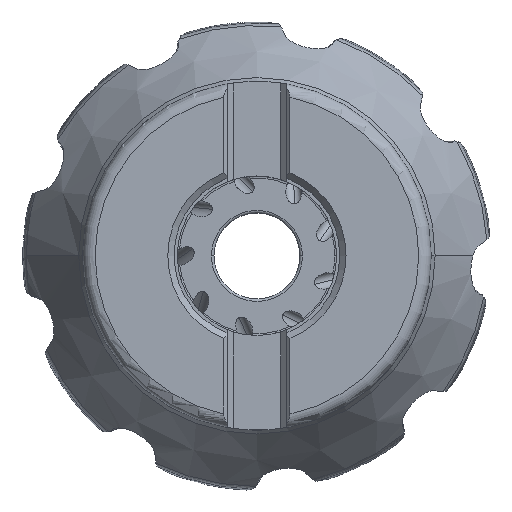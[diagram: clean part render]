
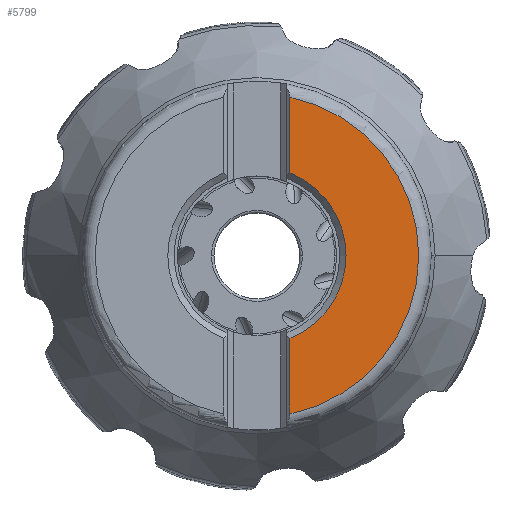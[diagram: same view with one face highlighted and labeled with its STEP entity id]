
A CAD part, top view. The second image highlights one B-rep face of the part: STEP entity #5799.
In plain terms, the highlighted planar face has unit normal (0, 0, 1).
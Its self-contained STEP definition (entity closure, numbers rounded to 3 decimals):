
#1420=LINE('',#58480,#2177);
#1421=LINE('',#58486,#2178);
#2177=VECTOR('',#25656,1.);
#2178=VECTOR('',#25661,1.);
#3126=FACE_OUTER_BOUND('',#7286,.T.);
#5799=ADVANCED_FACE('',(#3126),#6527,.T.);
#6527=PLANE('',#22134);
#7286=EDGE_LOOP('',(#11690,#11691,#11692,#11693,#11694));
#11690=ORIENTED_EDGE('',*,*,#18762,.T.);
#11691=ORIENTED_EDGE('',*,*,#18763,.F.);
#11692=ORIENTED_EDGE('',*,*,#18764,.F.);
#11693=ORIENTED_EDGE('',*,*,#18765,.T.);
#11694=ORIENTED_EDGE('',*,*,#18761,.F.);
#15952=VERTEX_POINT('',#58461);
#15954=VERTEX_POINT('',#58477);
#15955=VERTEX_POINT('',#58481);
#15956=VERTEX_POINT('',#58483);
#15957=VERTEX_POINT('',#58485);
#18761=EDGE_CURVE('',#15954,#15952,#20293,.T.);
#18762=EDGE_CURVE('',#15954,#15955,#1420,.T.);
#18763=EDGE_CURVE('',#15956,#15955,#20294,.T.);
#18764=EDGE_CURVE('',#15957,#15956,#20295,.T.);
#18765=EDGE_CURVE('',#15957,#15952,#1421,.T.);
#20293=CIRCLE('',#22130,14.2);
#20294=CIRCLE('',#22132,25.782);
#20295=CIRCLE('',#22133,25.782);
#22130=AXIS2_PLACEMENT_3D('',#58478,#25652,#25653);
#22132=AXIS2_PLACEMENT_3D('',#58482,#25657,#25658);
#22133=AXIS2_PLACEMENT_3D('',#58484,#25659,#25660);
#22134=AXIS2_PLACEMENT_3D('',#58487,#25662,#25663);
#25652=DIRECTION('',(0.,0.,1.));
#25653=DIRECTION('',(0.371,-0.929,0.));
#25656=DIRECTION('',(0.,-1.,0.));
#25657=DIRECTION('',(0.,0.,-1.));
#25658=DIRECTION('',(1.,-0.001,0.));
#25659=DIRECTION('',(0.,0.,-1.));
#25660=DIRECTION('',(0.204,0.979,0.));
#25661=DIRECTION('',(0.,-1.,0.));
#25662=DIRECTION('',(0.,0.,1.));
#25663=DIRECTION('',(-1.,0.,0.));
#58461=CARTESIAN_POINT('',(5.262,13.189,0.));
#58477=CARTESIAN_POINT('',(5.262,-13.189,0.));
#58478=CARTESIAN_POINT('',(0.,0.,0.));
#58480=CARTESIAN_POINT('',(5.263,-13.189,0.));
#58481=CARTESIAN_POINT('',(5.263,-25.239,0.));
#58482=CARTESIAN_POINT('',(0.,0.,0.));
#58483=CARTESIAN_POINT('',(25.781,-0.02,0.));
#58484=CARTESIAN_POINT('',(0.,0.,0.));
#58485=CARTESIAN_POINT('',(5.262,25.239,0.));
#58486=CARTESIAN_POINT('',(5.262,25.239,0.));
#58487=CARTESIAN_POINT('',(15.522,0.,0.));
